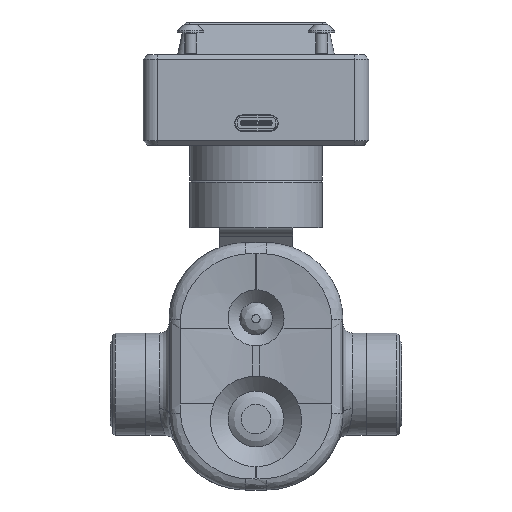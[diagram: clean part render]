
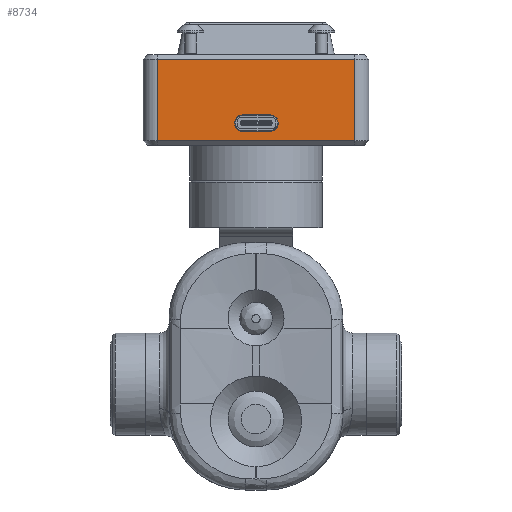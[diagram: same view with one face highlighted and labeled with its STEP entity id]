
A CAD part, left-side view. The second image highlights one B-rep face of the part: STEP entity #8734.
In plain terms, the highlighted free-form (B-spline) face has degree [1, 1] with [2, 2] control points.
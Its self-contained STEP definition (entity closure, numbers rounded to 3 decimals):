
#8734 = ADVANCED_FACE('',(#8735,#8797),#8827,.T.);
#8735 = FACE_BOUND('',#8736,.T.);
#8736 = EDGE_LOOP('',(#8737,#8746,#8754,#8761,#8769,#8776,#8784,#8791));
#8737 = ORIENTED_EDGE('',*,*,#8738,.F.);
#8738 = EDGE_CURVE('',#8739,#8741,#8743,.T.);
#8739 = VERTEX_POINT('',#8740);
#8740 = CARTESIAN_POINT('',(-18.914,-3.864,
    -12.121));
#8741 = VERTEX_POINT('',#8742);
#8742 = CARTESIAN_POINT('',(-18.914,-3.864,
    -11.883));
#8743 = B_SPLINE_CURVE_WITH_KNOTS('',1,(#8744,#8745),.UNSPECIFIED.,.F.,
  .F.,(2,2),(0.,0.293),.PIECEWISE_BEZIER_KNOTS.);
#8744 = CARTESIAN_POINT('',(-18.914,-3.864,
    -12.121));
#8745 = CARTESIAN_POINT('',(-18.914,-3.864,
    -11.883));
#8746 = ORIENTED_EDGE('',*,*,#8747,.F.);
#8747 = EDGE_CURVE('',#8748,#8739,#8750,.T.);
#8748 = VERTEX_POINT('',#8749);
#8749 = CARTESIAN_POINT('',(-18.914,-2.563,
    -13.423));
#8750 = ( BOUNDED_CURVE() B_SPLINE_CURVE(2,(#8751,#8752,#8753),
.UNSPECIFIED.,.F.,.F.) B_SPLINE_CURVE_WITH_KNOTS((3,3),(4.712,
6.283),.PIECEWISE_BEZIER_KNOTS.) CURVE() 
GEOMETRIC_REPRESENTATION_ITEM() RATIONAL_B_SPLINE_CURVE((1.,
0.707,1.)) REPRESENTATION_ITEM('') );
#8751 = CARTESIAN_POINT('',(-18.914,-2.563,
    -13.423));
#8752 = CARTESIAN_POINT('',(-18.914,-3.864,
    -13.423));
#8753 = CARTESIAN_POINT('',(-18.914,-3.864,
    -12.121));
#8754 = ORIENTED_EDGE('',*,*,#8755,.F.);
#8755 = EDGE_CURVE('',#8756,#8748,#8758,.T.);
#8756 = VERTEX_POINT('',#8757);
#8757 = CARTESIAN_POINT('',(-18.914,2.4,
    -13.423));
#8758 = B_SPLINE_CURVE_WITH_KNOTS('',1,(#8759,#8760),.UNSPECIFIED.,.F.,
  .F.,(2,2),(0.,6.1),.PIECEWISE_BEZIER_KNOTS.);
#8759 = CARTESIAN_POINT('',(-18.914,2.4,
    -13.423));
#8760 = CARTESIAN_POINT('',(-18.914,-2.563,
    -13.423));
#8761 = ORIENTED_EDGE('',*,*,#8762,.F.);
#8762 = EDGE_CURVE('',#8763,#8756,#8765,.T.);
#8763 = VERTEX_POINT('',#8764);
#8764 = CARTESIAN_POINT('',(-18.914,3.702,
    -12.121));
#8765 = ( BOUNDED_CURVE() B_SPLINE_CURVE(2,(#8766,#8767,#8768),
.UNSPECIFIED.,.F.,.F.) B_SPLINE_CURVE_WITH_KNOTS((3,3),(3.142,
4.712),.PIECEWISE_BEZIER_KNOTS.) CURVE() 
GEOMETRIC_REPRESENTATION_ITEM() RATIONAL_B_SPLINE_CURVE((1.,
0.707,1.)) REPRESENTATION_ITEM('') );
#8766 = CARTESIAN_POINT('',(-18.914,3.702,
    -12.121));
#8767 = CARTESIAN_POINT('',(-18.914,3.702,
    -13.423));
#8768 = CARTESIAN_POINT('',(-18.914,2.4,
    -13.423));
#8769 = ORIENTED_EDGE('',*,*,#8770,.F.);
#8770 = EDGE_CURVE('',#8771,#8763,#8773,.T.);
#8771 = VERTEX_POINT('',#8772);
#8772 = CARTESIAN_POINT('',(-18.914,3.702,
    -11.877));
#8773 = B_SPLINE_CURVE_WITH_KNOTS('',1,(#8774,#8775),.UNSPECIFIED.,.F.,
  .F.,(2,2),(0.,0.3),.PIECEWISE_BEZIER_KNOTS.);
#8774 = CARTESIAN_POINT('',(-18.914,3.702,
    -11.877));
#8775 = CARTESIAN_POINT('',(-18.914,3.702,
    -12.121));
#8776 = ORIENTED_EDGE('',*,*,#8777,.F.);
#8777 = EDGE_CURVE('',#8778,#8771,#8780,.T.);
#8778 = VERTEX_POINT('',#8779);
#8779 = CARTESIAN_POINT('',(-18.914,2.4,
    -10.576));
#8780 = ( BOUNDED_CURVE() B_SPLINE_CURVE(2,(#8781,#8782,#8783),
.UNSPECIFIED.,.F.,.F.) B_SPLINE_CURVE_WITH_KNOTS((3,3),(1.571,
3.142),.PIECEWISE_BEZIER_KNOTS.) CURVE() 
GEOMETRIC_REPRESENTATION_ITEM() RATIONAL_B_SPLINE_CURVE((1.,
0.707,1.)) REPRESENTATION_ITEM('') );
#8781 = CARTESIAN_POINT('',(-18.914,2.4,
    -10.576));
#8782 = CARTESIAN_POINT('',(-18.914,3.702,
    -10.576));
#8783 = CARTESIAN_POINT('',(-18.914,3.702,
    -11.877));
#8784 = ORIENTED_EDGE('',*,*,#8785,.F.);
#8785 = EDGE_CURVE('',#8786,#8778,#8788,.T.);
#8786 = VERTEX_POINT('',#8787);
#8787 = CARTESIAN_POINT('',(-18.914,-2.557,
    -10.576));
#8788 = B_SPLINE_CURVE_WITH_KNOTS('',1,(#8789,#8790),.UNSPECIFIED.,.F.,
  .F.,(2,2),(0.,6.093),.PIECEWISE_BEZIER_KNOTS.);
#8789 = CARTESIAN_POINT('',(-18.914,-2.557,
    -10.576));
#8790 = CARTESIAN_POINT('',(-18.914,2.4,
    -10.576));
#8791 = ORIENTED_EDGE('',*,*,#8792,.F.);
#8792 = EDGE_CURVE('',#8741,#8786,#8793,.T.);
#8793 = ( BOUNDED_CURVE() B_SPLINE_CURVE(2,(#8794,#8795,#8796),
.UNSPECIFIED.,.F.,.F.) B_SPLINE_CURVE_WITH_KNOTS((3,3),(0.,
1.571),.PIECEWISE_BEZIER_KNOTS.) CURVE() 
GEOMETRIC_REPRESENTATION_ITEM() RATIONAL_B_SPLINE_CURVE((1.,
0.707,1.)) REPRESENTATION_ITEM('') );
#8794 = CARTESIAN_POINT('',(-18.914,-3.864,
    -11.883));
#8795 = CARTESIAN_POINT('',(-18.914,-3.864,
    -10.576));
#8796 = CARTESIAN_POINT('',(-18.914,-2.557,
    -10.576));
#8797 = FACE_BOUND('',#8798,.T.);
#8798 = EDGE_LOOP('',(#8799,#8808,#8815,#8822));
#8799 = ORIENTED_EDGE('',*,*,#8800,.F.);
#8800 = EDGE_CURVE('',#8801,#8803,#8805,.T.);
#8801 = VERTEX_POINT('',#8802);
#8802 = CARTESIAN_POINT('',(-18.914,17.287,
    -15.05));
#8803 = VERTEX_POINT('',#8804);
#8804 = CARTESIAN_POINT('',(-18.914,17.287,
    -0.814));
#8805 = B_SPLINE_CURVE_WITH_KNOTS('',1,(#8806,#8807),.UNSPECIFIED.,.F.,
  .F.,(2,2),(1.,18.5),.PIECEWISE_BEZIER_KNOTS.);
#8806 = CARTESIAN_POINT('',(-18.914,17.287,
    -15.05));
#8807 = CARTESIAN_POINT('',(-18.914,17.287,
    -0.814));
#8808 = ORIENTED_EDGE('',*,*,#8809,.T.);
#8809 = EDGE_CURVE('',#8801,#8810,#8812,.T.);
#8810 = VERTEX_POINT('',#8811);
#8811 = CARTESIAN_POINT('',(-18.914,-17.287,
    -15.05));
#8812 = B_SPLINE_CURVE_WITH_KNOTS('',1,(#8813,#8814),.UNSPECIFIED.,.F.,
  .F.,(2,2),(3.,45.5),.PIECEWISE_BEZIER_KNOTS.);
#8813 = CARTESIAN_POINT('',(-18.914,17.287,
    -15.05));
#8814 = CARTESIAN_POINT('',(-18.914,-17.287,
    -15.05));
#8815 = ORIENTED_EDGE('',*,*,#8816,.T.);
#8816 = EDGE_CURVE('',#8810,#8817,#8819,.T.);
#8817 = VERTEX_POINT('',#8818);
#8818 = CARTESIAN_POINT('',(-18.914,-17.287,
    -0.814));
#8819 = B_SPLINE_CURVE_WITH_KNOTS('',1,(#8820,#8821),.UNSPECIFIED.,.F.,
  .F.,(2,2),(1.,18.5),.PIECEWISE_BEZIER_KNOTS.);
#8820 = CARTESIAN_POINT('',(-18.914,-17.287,
    -15.05));
#8821 = CARTESIAN_POINT('',(-18.914,-17.287,
    -0.814));
#8822 = ORIENTED_EDGE('',*,*,#8823,.T.);
#8823 = EDGE_CURVE('',#8817,#8803,#8824,.T.);
#8824 = B_SPLINE_CURVE_WITH_KNOTS('',1,(#8825,#8826),.UNSPECIFIED.,.F.,
  .F.,(2,2),(-42.5,0.),.PIECEWISE_BEZIER_KNOTS.);
#8825 = CARTESIAN_POINT('',(-18.914,-17.287,
    -0.814));
#8826 = CARTESIAN_POINT('',(-18.914,17.287,
    -0.814));
#8827 = B_SPLINE_SURFACE_WITH_KNOTS('',1,1,(
    (#8828,#8829)
    ,(#8830,#8831
    )),.UNSPECIFIED.,.F.,.F.,.F.,(2,2),(2,2),(3.,45.5),(1.,18.5),
  .PIECEWISE_BEZIER_KNOTS.);
#8828 = CARTESIAN_POINT('',(-18.914,17.287,
    -15.05));
#8829 = CARTESIAN_POINT('',(-18.914,17.287,
    -0.814));
#8830 = CARTESIAN_POINT('',(-18.914,-17.287,
    -15.05));
#8831 = CARTESIAN_POINT('',(-18.914,-17.287,
    -0.814));
